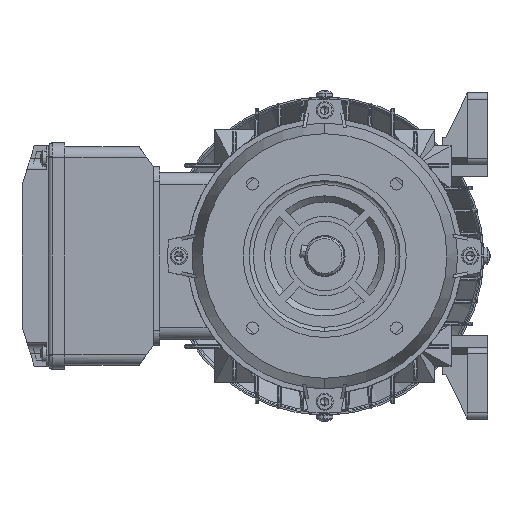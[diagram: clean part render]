
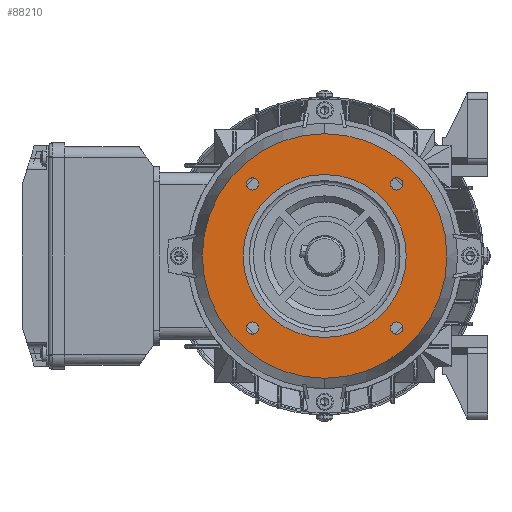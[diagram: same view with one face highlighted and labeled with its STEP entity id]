
A CAD part, left-side view. The second image highlights one B-rep face of the part: STEP entity #88210.
In plain terms, the highlighted face is planar.
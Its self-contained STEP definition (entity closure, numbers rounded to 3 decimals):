
#10679 = CARTESIAN_POINT ( 'NONE',  ( -38.355, -35.355, 32.846 ) ) ;
#10829 = CARTESIAN_POINT ( 'NONE',  ( -32.355, -35.355, 32.846 ) ) ;
#10830 = DIRECTION ( 'NONE',  ( 1., 0., 0. ) ) ;
#10831 = DIRECTION ( 'NONE',  ( 0., 0., 1. ) ) ;
#10832 = CARTESIAN_POINT ( 'NONE',  ( -35.355, -35.355, 32.846 ) ) ;
#10833 = AXIS2_PLACEMENT_3D ( 'NONE', #10832, #10831, #10830 ) ;
#10834 = CIRCLE ( 'NONE', #10833, 3. ) ;
#11391 = CARTESIAN_POINT ( 'NONE',  ( 32.355, 35.355, 32.846 ) ) ;
#11401 = DIRECTION ( 'NONE',  ( 1., 0., 0. ) ) ;
#11402 = DIRECTION ( 'NONE',  ( 0., 0., 1. ) ) ;
#11403 = CARTESIAN_POINT ( 'NONE',  ( 35.355, 35.355, 32.846 ) ) ;
#11404 = AXIS2_PLACEMENT_3D ( 'NONE', #11403, #11402, #11401 ) ;
#11405 = CIRCLE ( 'NONE', #11404, 3. ) ;
#11412 = CARTESIAN_POINT ( 'NONE',  ( 38.355, -35.355, 32.846 ) ) ;
#11436 = DIRECTION ( 'NONE',  ( 1., 0., 0. ) ) ;
#11437 = DIRECTION ( 'NONE',  ( 0., 0., 1. ) ) ;
#11438 = CARTESIAN_POINT ( 'NONE',  ( 35.355, -35.355, 32.846 ) ) ;
#11439 = AXIS2_PLACEMENT_3D ( 'NONE', #11438, #11437, #11436 ) ;
#11440 = CIRCLE ( 'NONE', #11439, 3. ) ;
#11508 = CARTESIAN_POINT ( 'NONE',  ( 32.355, -35.355, 32.846 ) ) ;
#11519 = CARTESIAN_POINT ( 'NONE',  ( 38.355, 35.355, 32.846 ) ) ;
#11598 = CARTESIAN_POINT ( 'NONE',  ( -38.355, 35.355, 32.846 ) ) ;
#11625 = CARTESIAN_POINT ( 'NONE',  ( -32.355, 35.355, 32.846 ) ) ;
#11673 = DIRECTION ( 'NONE',  ( 1., 0., 0. ) ) ;
#11674 = DIRECTION ( 'NONE',  ( 0., 0., 1. ) ) ;
#11675 = CARTESIAN_POINT ( 'NONE',  ( -35.355, 35.355, 32.846 ) ) ;
#11676 = AXIS2_PLACEMENT_3D ( 'NONE', #11675, #11674, #11673 ) ;
#11677 = CIRCLE ( 'NONE', #11676, 3. ) ;
#51126 = DIRECTION ( 'NONE',  ( 1., 0., 0. ) ) ;
#51129 = DIRECTION ( 'NONE',  ( 0., 0., 1. ) ) ;
#51131 = CARTESIAN_POINT ( 'NONE',  ( -35.355, -35.355, 32.846 ) ) ;
#51133 = AXIS2_PLACEMENT_3D ( 'NONE', #51131, #51129, #51126 ) ;
#51134 = CIRCLE ( 'NONE', #51133, 3. ) ;
#51282 = DIRECTION ( 'NONE',  ( -1., 0., 0. ) ) ;
#51284 = DIRECTION ( 'NONE',  ( 0., 0., -1. ) ) ;
#51286 = AXIS2_PLACEMENT_3D ( 'NONE', #51293, #51284, #51282 ) ;
#51293 = CARTESIAN_POINT ( 'NONE',  ( -60., 0., 32.846 ) ) ;
#51294 = PLANE ( 'NONE',  #51286 ) ;
#51295 = FACE_BOUND ( 'NONE', #89604, .T. ) ;
#51296 = FACE_OUTER_BOUND ( 'NONE', #88292, .T. ) ;
#51298 = FACE_BOUND ( 'NONE', #88584, .T. ) ;
#51300 = FACE_BOUND ( 'NONE', #88546, .T. ) ;
#51301 = FACE_BOUND ( 'NONE', #88575, .T. ) ;
#51307 = FACE_BOUND ( 'NONE', #88250, .T. ) ;
#51506 = DIRECTION ( 'NONE',  ( -1., 0., 0. ) ) ;
#51507 = DIRECTION ( 'NONE',  ( 0., 0., -1. ) ) ;
#51508 = CARTESIAN_POINT ( 'NONE',  ( 0., 0., 32.846 ) ) ;
#51509 = AXIS2_PLACEMENT_3D ( 'NONE', #51508, #51507, #51506 ) ;
#51511 = CIRCLE ( 'NONE', #51509, 40. ) ;
#52147 = DIRECTION ( 'NONE',  ( 1., 0., 0. ) ) ;
#52148 = DIRECTION ( 'NONE',  ( 0., 0., 1. ) ) ;
#52149 = CARTESIAN_POINT ( 'NONE',  ( 35.355, 35.355, 32.846 ) ) ;
#52151 = AXIS2_PLACEMENT_3D ( 'NONE', #52149, #52148, #52147 ) ;
#52156 = CIRCLE ( 'NONE', #52151, 3. ) ;
#52236 = DIRECTION ( 'NONE',  ( 1., 0., 0. ) ) ;
#52239 = DIRECTION ( 'NONE',  ( 0., 0., 1. ) ) ;
#52241 = CARTESIAN_POINT ( 'NONE',  ( 35.355, -35.355, 32.846 ) ) ;
#52242 = AXIS2_PLACEMENT_3D ( 'NONE', #52241, #52239, #52236 ) ;
#52243 = CIRCLE ( 'NONE', #52242, 3. ) ;
#52277 = DIRECTION ( 'NONE',  ( 1., 0., 0. ) ) ;
#52278 = DIRECTION ( 'NONE',  ( 0., 0., 1. ) ) ;
#52279 = CARTESIAN_POINT ( 'NONE',  ( -35.355, 35.355, 32.846 ) ) ;
#52280 = AXIS2_PLACEMENT_3D ( 'NONE', #52279, #52278, #52277 ) ;
#52281 = CIRCLE ( 'NONE', #52280, 3. ) ;
#55073 = DIRECTION ( 'NONE',  ( -1., 0., 0. ) ) ;
#55075 = DIRECTION ( 'NONE',  ( 0., 0., -1. ) ) ;
#55077 = CARTESIAN_POINT ( 'NONE',  ( 0., 0., 32.846 ) ) ;
#55079 = AXIS2_PLACEMENT_3D ( 'NONE', #55077, #55075, #55073 ) ;
#55080 = CIRCLE ( 'NONE', #55079, 60. ) ;
#55252 = DIRECTION ( 'NONE',  ( -1., 0., 0. ) ) ;
#55254 = DIRECTION ( 'NONE',  ( 0., 0., -1. ) ) ;
#55255 = CARTESIAN_POINT ( 'NONE',  ( 0., 0., 32.846 ) ) ;
#55257 = AXIS2_PLACEMENT_3D ( 'NONE', #55255, #55254, #55252 ) ;
#55258 = CIRCLE ( 'NONE', #55257, 40. ) ;
#55262 = CARTESIAN_POINT ( 'NONE',  ( -40., 0., 32.846 ) ) ;
#55352 = CARTESIAN_POINT ( 'NONE',  ( 40., 0., 32.846 ) ) ;
#56177 = CIRCLE ( 'NONE', #56285, 60. ) ;
#56198 = CARTESIAN_POINT ( 'NONE',  ( 60., 0., 32.846 ) ) ;
#56208 = CARTESIAN_POINT ( 'NONE',  ( -60., 0., 32.846 ) ) ;
#56281 = DIRECTION ( 'NONE',  ( -1., 0., 0. ) ) ;
#56283 = DIRECTION ( 'NONE',  ( 0., 0., -1. ) ) ;
#56284 = CARTESIAN_POINT ( 'NONE',  ( 0., 0., 32.846 ) ) ;
#56285 = AXIS2_PLACEMENT_3D ( 'NONE', #56284, #56283, #56281 ) ;
#69620 = VERTEX_POINT ( 'NONE', #55262 ) ;
#69621 = EDGE_CURVE ( 'NONE', #69620, #69628, #55258, .T. ) ;
#69628 = VERTEX_POINT ( 'NONE', #55352 ) ;
#69916 = VERTEX_POINT ( 'NONE', #56208 ) ;
#69920 = VERTEX_POINT ( 'NONE', #56198 ) ;
#69925 = EDGE_CURVE ( 'NONE', #69916, #69920, #56177, .T. ) ;
#75306 = VERTEX_POINT ( 'NONE', #10679 ) ;
#75366 = EDGE_CURVE ( 'NONE', #75306, #75367, #10834, .T. ) ;
#75367 = VERTEX_POINT ( 'NONE', #10829 ) ;
#75598 = VERTEX_POINT ( 'NONE', #11412 ) ;
#75599 = EDGE_CURVE ( 'NONE', #75608, #75644, #11405, .T. ) ;
#75608 = VERTEX_POINT ( 'NONE', #11391 ) ;
#75613 = EDGE_CURVE ( 'NONE', #75649, #75598, #11440, .T. ) ;
#75644 = VERTEX_POINT ( 'NONE', #11519 ) ;
#75649 = VERTEX_POINT ( 'NONE', #11508 ) ;
#75681 = VERTEX_POINT ( 'NONE', #11598 ) ;
#75705 = VERTEX_POINT ( 'NONE', #11625 ) ;
#75714 = EDGE_CURVE ( 'NONE', #75681, #75705, #11677, .T. ) ;
#88137 = EDGE_CURVE ( 'NONE', #75367, #75306, #51134, .T. ) ;
#88210 = ADVANCED_FACE ( 'NONE', ( #51307, #51301, #51300, #51298, #51296, #51295 ), #51294, .F. ) ;
#88250 = EDGE_LOOP ( 'NONE', ( #88289, #88574 ) ) ;
#88263 = EDGE_CURVE ( 'NONE', #69628, #69620, #51511, .T. ) ;
#88289 = ORIENTED_EDGE ( 'NONE', *, *, #88137, .F. ) ;
#88292 = EDGE_LOOP ( 'NONE', ( #89615, #89616 ) ) ;
#88474 = EDGE_CURVE ( 'NONE', #75644, #75608, #52156, .T. ) ;
#88476 = ORIENTED_EDGE ( 'NONE', *, *, #75599, .F. ) ;
#88518 = ORIENTED_EDGE ( 'NONE', *, *, #88474, .F. ) ;
#88524 = ORIENTED_EDGE ( 'NONE', *, *, #88525, .F. ) ;
#88525 = EDGE_CURVE ( 'NONE', #75598, #75649, #52243, .T. ) ;
#88543 = ORIENTED_EDGE ( 'NONE', *, *, #75613, .F. ) ;
#88546 = EDGE_LOOP ( 'NONE', ( #88518, #88476 ) ) ;
#88553 = ORIENTED_EDGE ( 'NONE', *, *, #88554, .F. ) ;
#88554 = EDGE_CURVE ( 'NONE', #75705, #75681, #52281, .T. ) ;
#88574 = ORIENTED_EDGE ( 'NONE', *, *, #75366, .F. ) ;
#88575 = EDGE_LOOP ( 'NONE', ( #88524, #88543 ) ) ;
#88584 = EDGE_LOOP ( 'NONE', ( #88553, #88591 ) ) ;
#88591 = ORIENTED_EDGE ( 'NONE', *, *, #75714, .F. ) ;
#89604 = EDGE_LOOP ( 'NONE', ( #89614, #89622 ) ) ;
#89607 = EDGE_CURVE ( 'NONE', #69920, #69916, #55080, .T. ) ;
#89614 = ORIENTED_EDGE ( 'NONE', *, *, #69621, .T. ) ;
#89615 = ORIENTED_EDGE ( 'NONE', *, *, #69925, .F. ) ;
#89616 = ORIENTED_EDGE ( 'NONE', *, *, #89607, .F. ) ;
#89622 = ORIENTED_EDGE ( 'NONE', *, *, #88263, .T. ) ;
